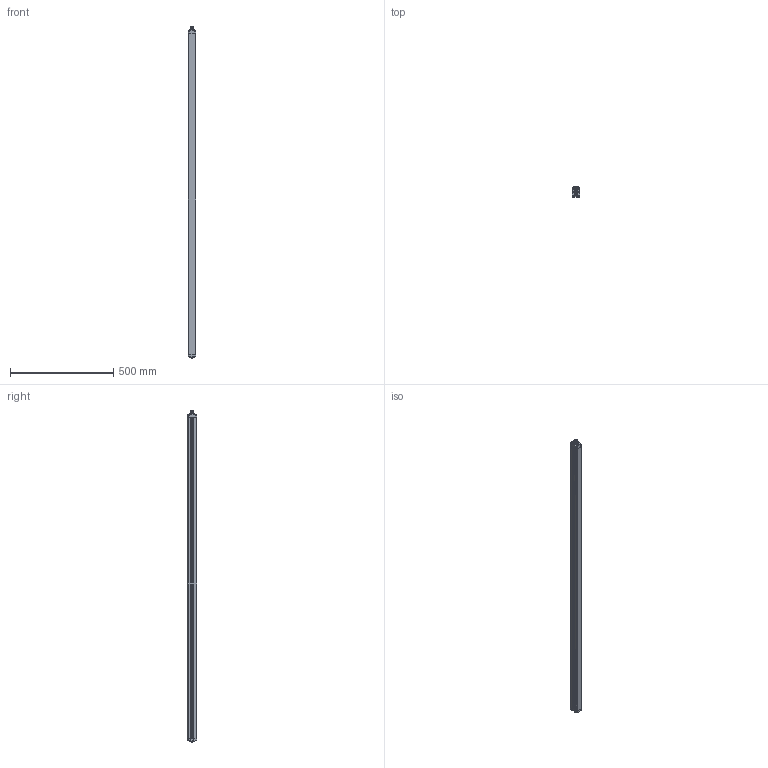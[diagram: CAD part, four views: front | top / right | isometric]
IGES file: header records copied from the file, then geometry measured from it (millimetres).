
Start section:  PTC IGES file: 145438.igs
Global section: file name: 145438.igs; native system: Pro/ENGINEER by Parametric Technology Corporation; preprocessor: 2009141; author: banengservice; organization: Unknown; date: 20110228.114313; units: inch
Bounding box: 36 x 45.76 x 1604.12 mm (x, y, z)
Volume: 989821.5 mm3; surface area: 588622.3 mm2
Topology: 2 solids, 4 shells, 1062 faces, 2731 edges, 1718 vertices
Faces by surface type: revolution 629, bspline 433
